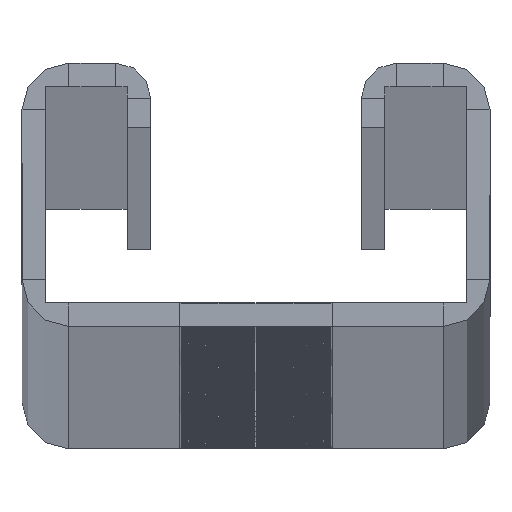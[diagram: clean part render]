
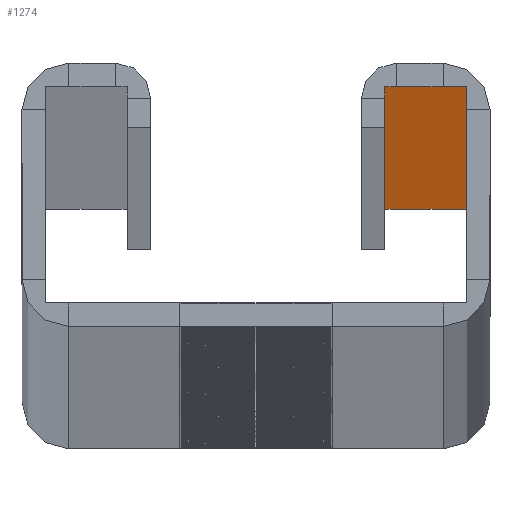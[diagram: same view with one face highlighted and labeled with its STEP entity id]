
A CAD part, top view. The second image highlights one B-rep face of the part: STEP entity #1274.
In plain terms, the highlighted planar face has unit normal (0, -1, 0).
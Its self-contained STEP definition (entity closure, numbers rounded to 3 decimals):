
#3 = EDGE_CURVE ( 'NONE', #5079, #21537, #4337, .T. ) ;
#214 = ORIENTED_EDGE ( 'NONE', *, *, #8298, .T. ) ;
#669 = LINE ( 'NONE', #13237, #15275 ) ;
#904 = CARTESIAN_POINT ( 'NONE',  ( 18., 20.5, 0. ) ) ;
#918 = VECTOR ( 'NONE', #16929, 1000. ) ;
#1274 = ADVANCED_FACE ( 'NONE', ( #17618 ), #5630, .F. ) ;
#1457 = CARTESIAN_POINT ( 'NONE',  ( 12., 20.5, 0. ) ) ;
#1505 = VERTEX_POINT ( 'NONE', #18736 ) ;
#2018 = ORIENTED_EDGE ( 'NONE', *, *, #5941, .F. ) ;
#2712 = CARTESIAN_POINT ( 'NONE',  ( 9., 20.5, 0. ) ) ;
#2803 = VERTEX_POINT ( 'NONE', #12726 ) ;
#2845 = VECTOR ( 'NONE', #13223, 1000. ) ;
#2901 = CARTESIAN_POINT ( 'NONE',  ( 11., 20.5, 0. ) ) ;
#3060 = EDGE_CURVE ( 'NONE', #21537, #1505, #5262, .T. ) ;
#3467 = EDGE_CURVE ( 'NONE', #19707, #5079, #10038, .T. ) ;
#3919 = CARTESIAN_POINT ( 'NONE',  ( 9., 20.5, 6000. ) ) ;
#3943 = CARTESIAN_POINT ( 'NONE',  ( 16., 20.5, 0. ) ) ;
#4167 = ORIENTED_EDGE ( 'NONE', *, *, #18289, .F. ) ;
#4337 = LINE ( 'NONE', #11235, #15414 ) ;
#4505 = CARTESIAN_POINT ( 'NONE',  ( 12., 20.5, 6000. ) ) ;
#4630 = DIRECTION ( 'NONE',  ( 1., 0., 0. ) ) ;
#5079 = VERTEX_POINT ( 'NONE', #3943 ) ;
#5262 = LINE ( 'NONE', #13738, #19892 ) ;
#5432 = ORIENTED_EDGE ( 'NONE', *, *, #3, .T. ) ;
#5630 = PLANE ( 'NONE',  #7711 ) ;
#5729 = DIRECTION ( 'NONE',  ( -1., 0., 0. ) ) ;
#5941 = EDGE_CURVE ( 'NONE', #19899, #15442, #16711, .T. ) ;
#6655 = DIRECTION ( 'NONE',  ( 1., 0., 0. ) ) ;
#6962 = VECTOR ( 'NONE', #18324, 1000. ) ;
#7229 = ORIENTED_EDGE ( 'NONE', *, *, #3467, .T. ) ;
#7711 = AXIS2_PLACEMENT_3D ( 'NONE', #3919, #16128, #5729 ) ;
#8215 = EDGE_LOOP ( 'NONE', ( #7229, #5432, #22000, #4167, #16916, #214, #2018, #20417 ) ) ;
#8298 = EDGE_CURVE ( 'NONE', #2803, #15442, #21669, .T. ) ;
#10038 = LINE ( 'NONE', #16717, #12633 ) ;
#11235 = CARTESIAN_POINT ( 'NONE',  ( 16., 20.5, 0. ) ) ;
#11633 = CARTESIAN_POINT ( 'NONE',  ( 16., 20.5, 6000. ) ) ;
#12419 = CARTESIAN_POINT ( 'NONE',  ( 11., 20.5, 6000. ) ) ;
#12633 = VECTOR ( 'NONE', #6655, 1000. ) ;
#12726 = CARTESIAN_POINT ( 'NONE',  ( 12., 20.5, 6000. ) ) ;
#12902 = LINE ( 'NONE', #2712, #6962 ) ;
#13223 = DIRECTION ( 'NONE',  ( -1., 0., 0. ) ) ;
#13237 = CARTESIAN_POINT ( 'NONE',  ( 9., 20.5, 6000. ) ) ;
#13318 = DIRECTION ( 'NONE',  ( 0., 0., 1. ) ) ;
#13573 = VERTEX_POINT ( 'NONE', #11633 ) ;
#13738 = CARTESIAN_POINT ( 'NONE',  ( 18., 20.5, 6000. ) ) ;
#15275 = VECTOR ( 'NONE', #4630, 1000. ) ;
#15414 = VECTOR ( 'NONE', #18133, 1000. ) ;
#15442 = VERTEX_POINT ( 'NONE', #12419 ) ;
#16128 = DIRECTION ( 'NONE',  ( 0., 1., 0. ) ) ;
#16293 = VECTOR ( 'NONE', #13318, 1000. ) ;
#16711 = LINE ( 'NONE', #17046, #16293 ) ;
#16717 = CARTESIAN_POINT ( 'NONE',  ( 9., 20.5, 0. ) ) ;
#16880 = EDGE_CURVE ( 'NONE', #2803, #13573, #20528, .T. ) ;
#16916 = ORIENTED_EDGE ( 'NONE', *, *, #16880, .F. ) ;
#16929 = DIRECTION ( 'NONE',  ( 1., 0., 0. ) ) ;
#17046 = CARTESIAN_POINT ( 'NONE',  ( 11., 20.5, 6000. ) ) ;
#17618 = FACE_OUTER_BOUND ( 'NONE', #8215, .T. ) ;
#18133 = DIRECTION ( 'NONE',  ( 1., 0., 0. ) ) ;
#18269 = EDGE_CURVE ( 'NONE', #19707, #19899, #12902, .T. ) ;
#18289 = EDGE_CURVE ( 'NONE', #13573, #1505, #669, .T. ) ;
#18324 = DIRECTION ( 'NONE',  ( -1., 0., 0. ) ) ;
#18637 = CARTESIAN_POINT ( 'NONE',  ( 9., 20.5, 6000. ) ) ;
#18736 = CARTESIAN_POINT ( 'NONE',  ( 18., 20.5, 6000. ) ) ;
#18944 = DIRECTION ( 'NONE',  ( 0., 0., 1. ) ) ;
#19707 = VERTEX_POINT ( 'NONE', #1457 ) ;
#19892 = VECTOR ( 'NONE', #18944, 1000. ) ;
#19899 = VERTEX_POINT ( 'NONE', #2901 ) ;
#20417 = ORIENTED_EDGE ( 'NONE', *, *, #18269, .F. ) ;
#20528 = LINE ( 'NONE', #18637, #918 ) ;
#21537 = VERTEX_POINT ( 'NONE', #904 ) ;
#21669 = LINE ( 'NONE', #4505, #2845 ) ;
#22000 = ORIENTED_EDGE ( 'NONE', *, *, #3060, .T. ) ;
